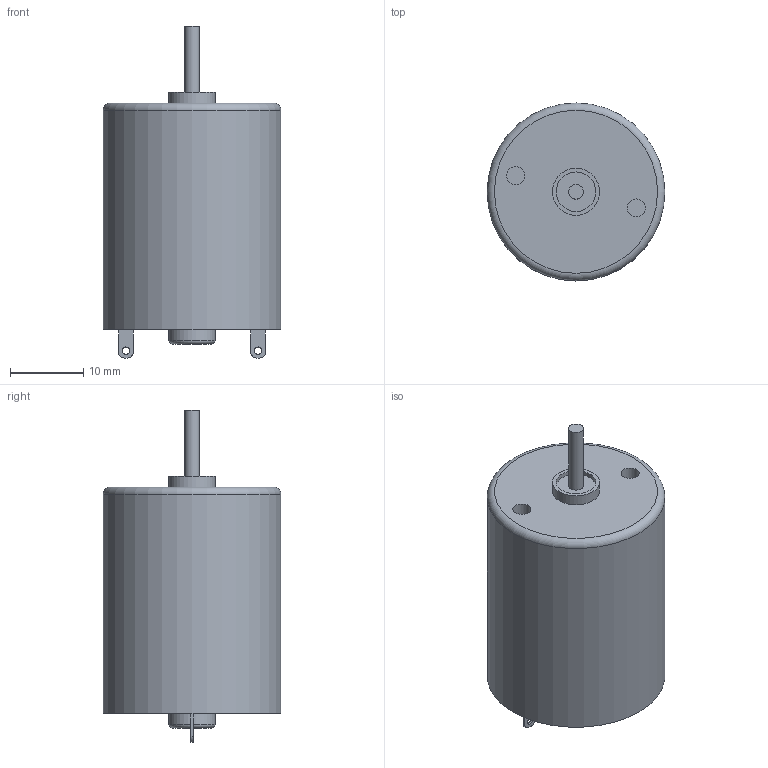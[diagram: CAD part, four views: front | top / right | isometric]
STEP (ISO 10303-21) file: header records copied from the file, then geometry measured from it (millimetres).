
FILE_DESCRIPTION( ( 'Unknown' ), '1' );
FILE_NAME( '370C.stp', 'Unknown', ( 'Unknown' ), ( 'Unknown' ), 'PSStep 17.0.49', 'Unknown', ' ' );
FILE_SCHEMA( ( 'AUTOMOTIVE_DESIGN { 1 0 10303 214 1 1 1 1 }' ) );
Length unit declared in the file: millimetre
Products named in the file (3): 1; 2; 3
Bounding box: 24.2 x 24.2 x 45.2 mm (x, y, z)
Volume: 14024.4 mm3; surface area: 3495 mm2
Topology: 3 solids, 3 shells, 47 faces, 95 edges, 63 vertices
Faces by surface type: plane 27, cylinder 18, torus 2
Full cylindrical faces by diameter (mm): 1 x2, 2 x1, 2.459 x2, 5.4 x1, 6.3 x1, 6.4 x1, 23.2 x1, 24.2 x1
Entity records: 1590 total; most frequent: DIRECTION 220, CARTESIAN_POINT 194, ORIENTED_EDGE 164, AXIS2_PLACEMENT_3D 88, EDGE_CURVE 82, EDGE_LOOP 72, VERTEX_POINT 62, FACE_OUTER_BOUND 59
